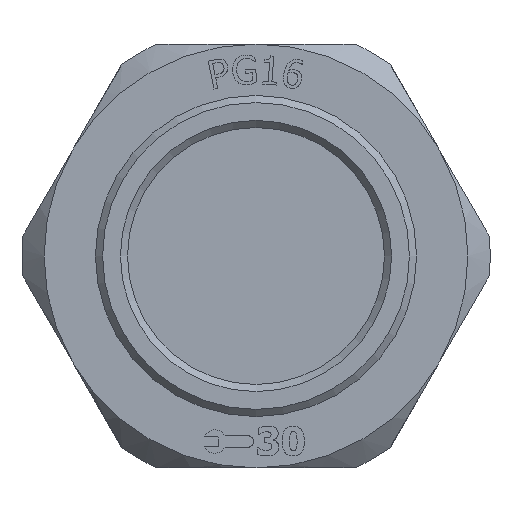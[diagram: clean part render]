
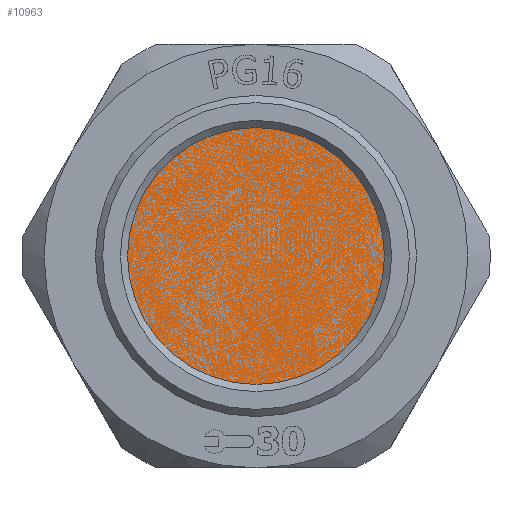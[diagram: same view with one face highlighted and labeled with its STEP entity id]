
A CAD part, front view. The second image highlights one B-rep face of the part: STEP entity #10963.
In plain terms, the highlighted planar face has unit normal (0, -1, 0).
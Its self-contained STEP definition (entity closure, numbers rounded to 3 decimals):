
#3530=FACE_OUTER_BOUND('',#4081,.T.);
#4081=EDGE_LOOP('',(#10293));
#4332=CIRCLE('',#11592,11.25);
#5459=VERTEX_POINT('',#23477);
#7071=EDGE_CURVE('',#5459,#5459,#4332,.T.);
#10293=ORIENTED_EDGE('',*,*,#7071,.T.);
#10443=PLANE('',#11591);
#10963=ADVANCED_FACE('',(#3530),#10443,.T.);
#11591=AXIS2_PLACEMENT_3D('',#23476,#13499,#13500);
#11592=AXIS2_PLACEMENT_3D('',#23478,#13501,#13502);
#13499=DIRECTION('center_axis',(0.,-1.,0.));
#13500=DIRECTION('ref_axis',(0.,0.,-1.));
#13501=DIRECTION('center_axis',(0.,-1.,0.));
#13502=DIRECTION('ref_axis',(0.,0.,1.));
#23476=CARTESIAN_POINT('Origin',(-4.818,-7.989,0.));
#23477=CARTESIAN_POINT('',(4.533,-7.989,-6.256));
#23478=CARTESIAN_POINT('Origin',(-4.818,-7.989,0.));
